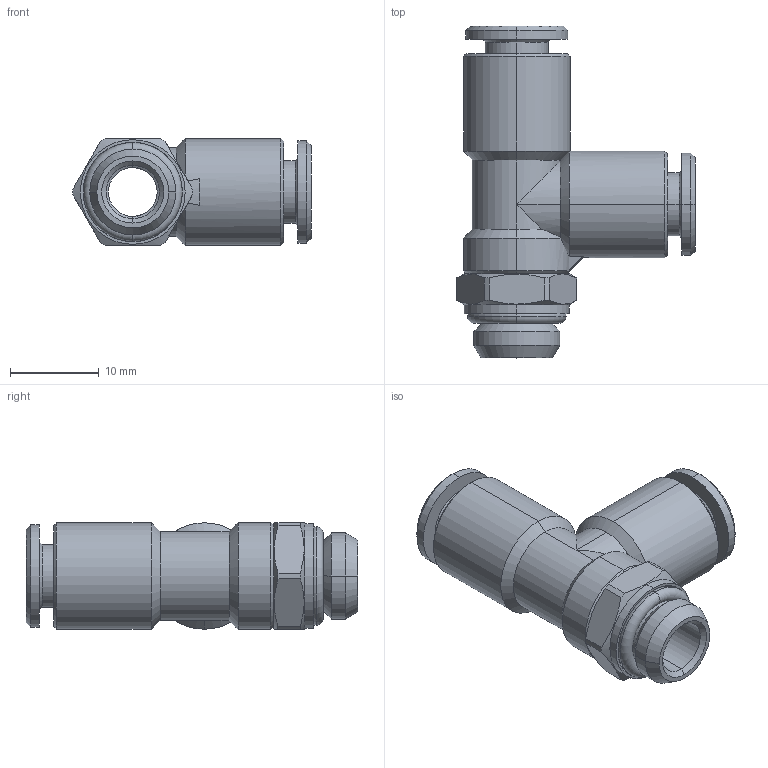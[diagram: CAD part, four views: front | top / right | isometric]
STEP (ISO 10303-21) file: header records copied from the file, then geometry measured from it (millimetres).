
FILE_DESCRIPTION (( 'STEP AP203' ), '1' );
FILE_NAME ('B0140031.STEP', '2011-04-11T16:27:48', ( '' ), ( 'sopra-pneumatic' ), 'SwSTEP 2.0', 'SolidWorks 2009', '' );
FILE_SCHEMA (( 'CONFIG_CONTROL_DESIGN' ));
Length unit declared in the file: millimetre
Products named in the file (1): B0140031
Bounding box: 26.85 x 37.4 x 12 mm (x, y, z)
Volume: 3648.9 mm3; surface area: 3568.4 mm2
Topology: 2 solids, 4 shells, 129 faces, 290 edges, 175 vertices
Faces by surface type: cylinder 52, cone 43, plane 30, torus 4
Entity records: 3767 total; most frequent: CARTESIAN_POINT 792, DIRECTION 642, ORIENTED_EDGE 580, EDGE_CURVE 290, AXIS2_PLACEMENT_3D 263, VERTEX_POINT 175, EDGE_LOOP 141, CIRCLE 133
